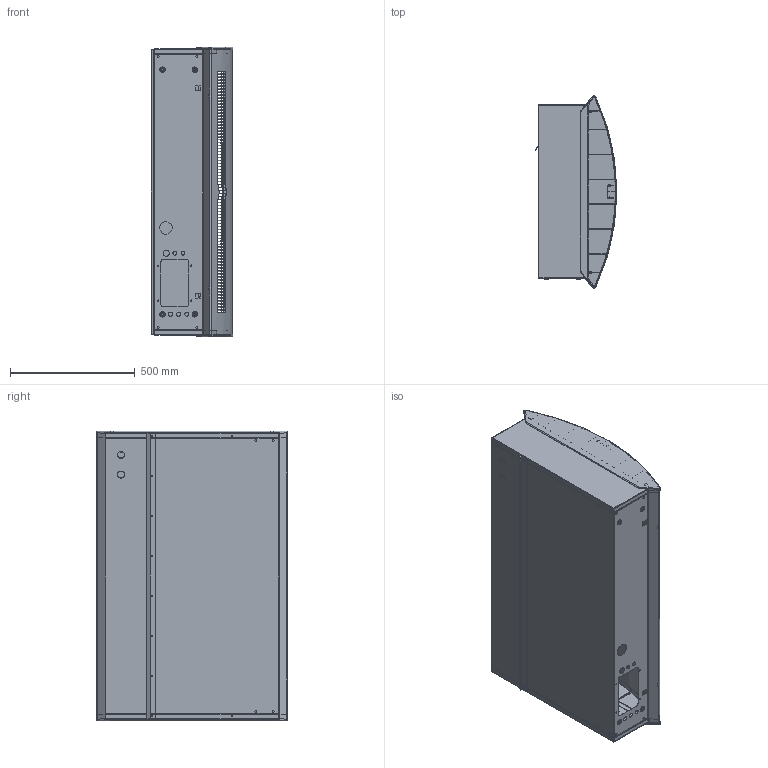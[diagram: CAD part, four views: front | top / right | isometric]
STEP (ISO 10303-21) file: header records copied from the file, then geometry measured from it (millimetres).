
FILE_DESCRIPTION (( 'STEP AP214' ), '1' );
FILE_NAME ('CDF_50.STEP', '2023-09-25T12:26:53', ( '' ), ( '' ), 'SwSTEP 2.0', 'SolidWorks 2023', '' );
FILE_SCHEMA (( 'AUTOMOTIVE_DESIGN' ));
Length unit declared in the file: millimetre
Products named in the file (1): CDF_50
Bounding box: 327.83 x 769.19 x 1160 mm (x, y, z)
Volume: 3527230.8 mm3; surface area: 6305143 mm2
Topology: 8 solids, 8 shells, 2682 faces, 7470 edges, 4824 vertices
Faces by surface type: plane 1338, bspline 706, cylinder 548, torus 66, cone 24
Entity records: 232732 total; most frequent: CARTESIAN_POINT 138507, ORIENTED_EDGE 14940, DIRECTION 10904, EDGE_CURVE 7470, VERTEX_POINT 4824, AXIS2_PLACEMENT_3D 4325, EDGE_LOOP 3608, B_SPLINE_CURVE_WITH_KNOTS 2750
